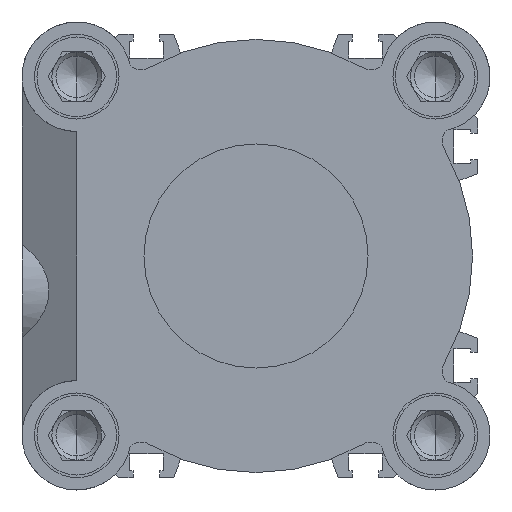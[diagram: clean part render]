
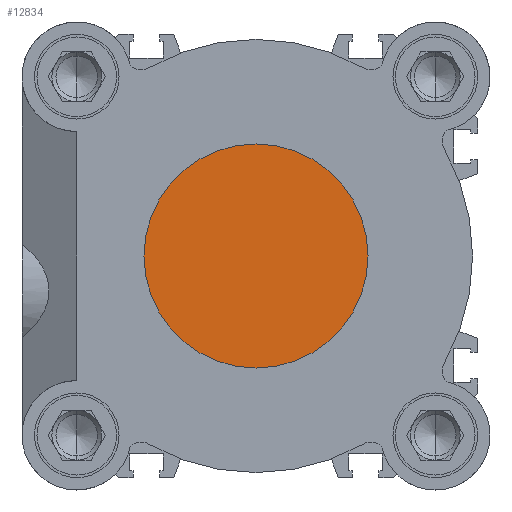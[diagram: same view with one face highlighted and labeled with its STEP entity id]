
A CAD part, left-side view. The second image highlights one B-rep face of the part: STEP entity #12834.
In plain terms, the highlighted face is planar.
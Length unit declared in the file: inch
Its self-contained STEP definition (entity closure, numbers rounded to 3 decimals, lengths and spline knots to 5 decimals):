
#783 = DIRECTION ( 'NONE',  ( -1., 0., 0. ) ) ;
#2724 = CARTESIAN_POINT ( 'NONE',  ( 1.65354, 0., 0. ) ) ;
#2740 = PLANE ( 'NONE',  #10099 ) ;
#3712 = DIRECTION ( 'NONE',  ( 0., 0., 1. ) ) ;
#4523 = AXIS2_PLACEMENT_3D ( 'NONE', #2724, #9655, #3712 ) ;
#4734 = CARTESIAN_POINT ( 'NONE',  ( 1.65354, 0., -0.88583 ) ) ;
#5291 = ORIENTED_EDGE ( 'NONE', *, *, #10765, .F. ) ;
#5370 = CARTESIAN_POINT ( 'NONE',  ( 1.65354, 0., 0. ) ) ;
#5638 = VERTEX_POINT ( 'NONE', #8124 ) ;
#6149 = FACE_OUTER_BOUND ( 'NONE', #7736, .T. ) ;
#6373 = DIRECTION ( 'NONE',  ( 0., 0., 1. ) ) ;
#7710 = DIRECTION ( 'NONE',  ( 0., 0., 1. ) ) ;
#7736 = EDGE_LOOP ( 'NONE', ( #5291, #8690 ) ) ;
#7991 = VERTEX_POINT ( 'NONE', #4734 ) ;
#8124 = CARTESIAN_POINT ( 'NONE',  ( 1.65354, 0., 0.88583 ) ) ;
#8297 = EDGE_CURVE ( 'NONE', #7991, #5638, #10076, .T. ) ;
#8690 = ORIENTED_EDGE ( 'NONE', *, *, #8297, .F. ) ;
#9331 = AXIS2_PLACEMENT_3D ( 'NONE', #5370, #12299, #6373 ) ;
#9655 = DIRECTION ( 'NONE',  ( -1., 0., 0. ) ) ;
#10076 = CIRCLE ( 'NONE', #9331, 0.88583 ) ;
#10099 = AXIS2_PLACEMENT_3D ( 'NONE', #11670, #783, #7710 ) ;
#10765 = EDGE_CURVE ( 'NONE', #5638, #7991, #11953, .T. ) ;
#11670 = CARTESIAN_POINT ( 'NONE',  ( 1.65354, 0.88583, 0. ) ) ;
#11953 = CIRCLE ( 'NONE', #4523, 0.88583 ) ;
#12299 = DIRECTION ( 'NONE',  ( -1., 0., 0. ) ) ;
#12834 = ADVANCED_FACE ( 'NONE', ( #6149 ), #2740, .F. ) ;
